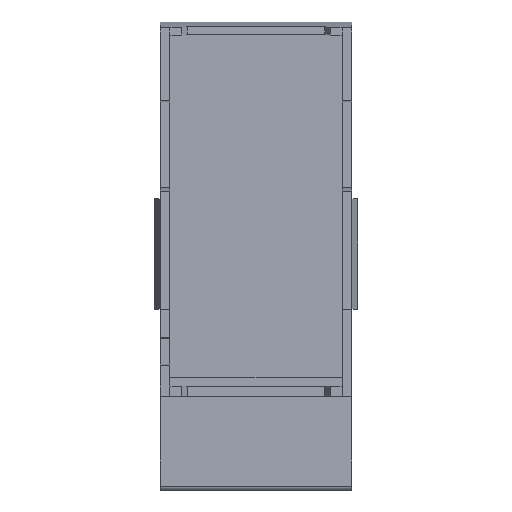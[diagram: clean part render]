
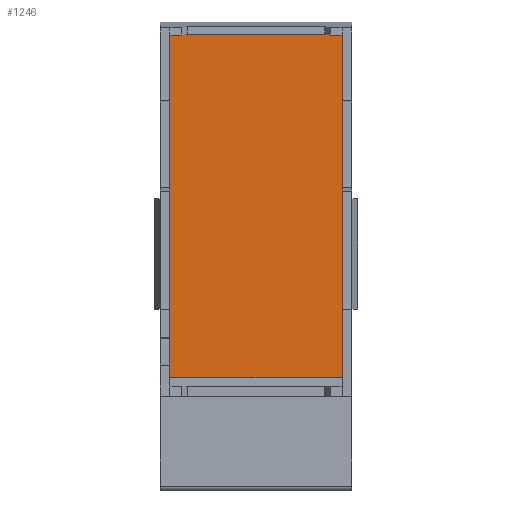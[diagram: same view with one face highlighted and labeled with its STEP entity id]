
A CAD part, top view. The second image highlights one B-rep face of the part: STEP entity #1246.
In plain terms, the highlighted planar face has unit normal (0, 0, 1).
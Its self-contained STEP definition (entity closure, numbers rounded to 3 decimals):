
#370=DIRECTION('',(0.,1.,0.));
#371=VECTOR('',#370,37.104);
#372=CARTESIAN_POINT('',(1.05,12.,1.3));
#373=LINE('',#372,#371);
#374=DIRECTION('',(-1.,0.,0.));
#375=VECTOR('',#374,18.4);
#376=CARTESIAN_POINT('',(19.45,49.104,1.3));
#377=LINE('',#376,#375);
#378=DIRECTION('',(0.,-1.,0.));
#379=VECTOR('',#378,37.104);
#380=CARTESIAN_POINT('',(19.45,49.104,1.3));
#381=LINE('',#380,#379);
#382=DIRECTION('',(1.,0.,0.));
#383=VECTOR('',#382,18.4);
#384=CARTESIAN_POINT('',(1.05,12.,1.3));
#385=LINE('',#384,#383);
#626=CARTESIAN_POINT('',(19.45,12.,1.3));
#627=VERTEX_POINT('',#626);
#628=CARTESIAN_POINT('',(1.05,12.,1.3));
#629=VERTEX_POINT('',#628);
#737=CARTESIAN_POINT('',(19.45,49.104,1.3));
#739=VERTEX_POINT('',#737);
#741=CARTESIAN_POINT('',(1.05,49.104,1.3));
#743=VERTEX_POINT('',#741);
#1234=CARTESIAN_POINT('',(10.25,25.,1.3));
#1235=DIRECTION('',(0.,0.,1.));
#1236=DIRECTION('',(1.,0.,0.));
#1237=AXIS2_PLACEMENT_3D('',#1234,#1235,#1236);
#1238=PLANE('',#1237);
#1239=ORIENTED_EDGE('',*,*,#1122,.T.);
#1240=ORIENTED_EDGE('',*,*,#1181,.F.);
#1241=ORIENTED_EDGE('',*,*,#1201,.T.);
#1243=ORIENTED_EDGE('',*,*,#1242,.F.);
#1244=EDGE_LOOP('',(#1239,#1240,#1241,#1243));
#1245=FACE_OUTER_BOUND('',#1244,.F.);
#1246=ADVANCED_FACE('',(#1245),#1238,.T.);
#1122=EDGE_CURVE('',#629,#743,#373,.T.);
#1181=EDGE_CURVE('',#739,#743,#377,.T.);
#1201=EDGE_CURVE('',#739,#627,#381,.T.);
#1242=EDGE_CURVE('',#629,#627,#385,.T.);
